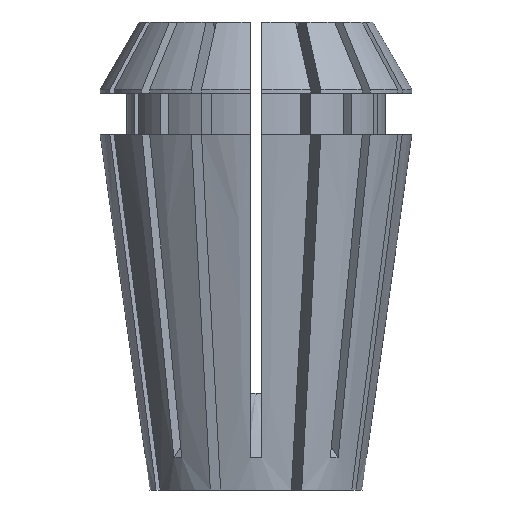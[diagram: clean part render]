
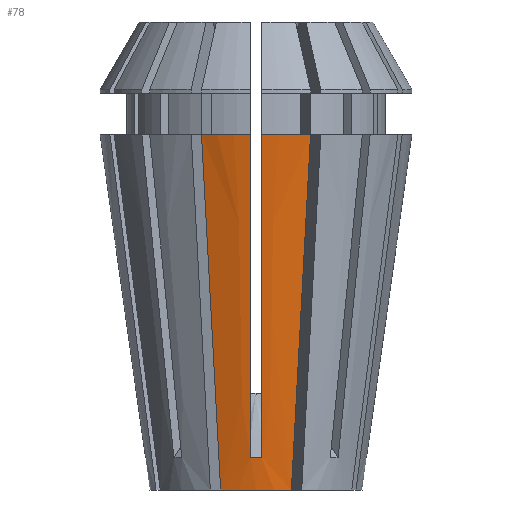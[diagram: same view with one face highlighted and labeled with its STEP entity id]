
A CAD part, left-side view. The second image highlights one B-rep face of the part: STEP entity #78.
In plain terms, the highlighted conical face has half-angle 8 degrees and reference radius 7.141 mm.
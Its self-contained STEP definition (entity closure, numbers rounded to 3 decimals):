
#78 = ADVANCED_FACE ( 'NONE', ( #4421 ), #3328, .T. ) ;
#87 = CARTESIAN_POINT ( 'NONE',  ( -6.732, -2.383, 0. ) ) ;
#111 = CARTESIAN_POINT ( 'NONE',  ( -8.18, 0.375, 7.451 ) ) ;
#128 = CARTESIAN_POINT ( 'NONE',  ( -9.048, -3.342, 17.815 ) ) ;
#134 = CARTESIAN_POINT ( 'NONE',  ( -8.797, 0.375, 11.839 ) ) ;
#262 = DIRECTION ( 'NONE',  ( 0., 0., -1. ) ) ;
#303 = CARTESIAN_POINT ( 'NONE',  ( -9.838, 3.669, 23.9 ) ) ;
#364 = CARTESIAN_POINT ( 'NONE',  ( -7.563, -0.375, 3.063 ) ) ;
#384 = CARTESIAN_POINT ( 'NONE',  ( -7.443, -0.375, 2.21 ) ) ;
#419 = CARTESIAN_POINT ( 'NONE',  ( -6.732, 2.383, 0. ) ) ;
#451 = CARTESIAN_POINT ( 'NONE',  ( -9.838, -3.669, 23.9 ) ) ;
#465 = ORIENTED_EDGE ( 'NONE', *, *, #1668, .F. ) ;
#503 = CARTESIAN_POINT ( 'NONE',  ( -7.523, 0.375, 2.779 ) ) ;
#727 = CARTESIAN_POINT ( 'NONE',  ( -9.774, -0.375, 18.785 ) ) ;
#820 = EDGE_LOOP ( 'NONE', ( #3653, #4999, #465, #3894, #2695, #1527, #5166, #4249 ) ) ;
#835 = B_SPLINE_CURVE_WITH_KNOTS ( 'NONE', 3,
 ( #3694, #1977, #727, #4637, #4655, #2050, #364, #4278, #4706, #384 ),
 .UNSPECIFIED., .F., .F.,
 ( 4, 3, 3, 4 ),
 ( 0.044, 0.052, 0.065, 0.066 ),
 .UNSPECIFIED. ) ;
#858 = CIRCLE ( 'NONE', #1046, 10.5 ) ;
#929 = CARTESIAN_POINT ( 'NONE',  ( -7.454, 0.125, 2.199 ) ) ;
#1046 = AXIS2_PLACEMENT_3D ( 'NONE', #4213, #4650, #2045 ) ;
#1195 = VERTEX_POINT ( 'NONE', #4911 ) ;
#1217 = VERTEX_POINT ( 'NONE', #4079 ) ;
#1257 = CARTESIAN_POINT ( 'NONE',  ( -7.466, 2.687, 5.645 ) ) ;
#1351 = VERTEX_POINT ( 'NONE', #2833 ) ;
#1373 = CARTESIAN_POINT ( 'NONE',  ( -7.454, -0.125, 2.199 ) ) ;
#1445 = CARTESIAN_POINT ( 'NONE',  ( -7.563, 0.375, 3.063 ) ) ;
#1467 = CARTESIAN_POINT ( 'NONE',  ( -7.483, 0.375, 2.494 ) ) ;
#1527 = ORIENTED_EDGE ( 'NONE', *, *, #4098, .T. ) ;
#1572 = VERTEX_POINT ( 'NONE', #419 ) ;
#1573 = DIRECTION ( 'NONE',  ( -1., 0., 0. ) ) ;
#1668 = EDGE_CURVE ( 'NONE', #1195, #1572, #3970, .T. ) ;
#1691 = CARTESIAN_POINT ( 'NONE',  ( -8.257, 3.014, 11.73 ) ) ;
#1830 = B_SPLINE_CURVE_WITH_KNOTS ( 'NONE', 3,
 ( #5179, #2063, #1691, #1257, #3362, #3800, #4301 ),
 .UNSPECIFIED., .F., .F.,
 ( 4, 3, 4 ),
 ( 0., 0.018, 0.024 ),
 .UNSPECIFIED. ) ;
#1862 = EDGE_CURVE ( 'NONE', #2285, #1217, #2360, .T. ) ;
#1887 = CARTESIAN_POINT ( 'NONE',  ( -7.443, 0.375, 2.21 ) ) ;
#1977 = CARTESIAN_POINT ( 'NONE',  ( -10.134, -0.375, 21.342 ) ) ;
#2045 = DIRECTION ( 'NONE',  ( -1., 0., 0. ) ) ;
#2050 = CARTESIAN_POINT ( 'NONE',  ( -8.18, -0.375, 7.451 ) ) ;
#2063 = CARTESIAN_POINT ( 'NONE',  ( -9.048, 3.342, 17.815 ) ) ;
#2185 = EDGE_CURVE ( 'NONE', #2285, #1195, #2554, .T. ) ;
#2249 = CARTESIAN_POINT ( 'NONE',  ( -8.257, -3.014, 11.73 ) ) ;
#2285 = VERTEX_POINT ( 'NONE', #451 ) ;
#2360 = CIRCLE ( 'NONE', #5594, 10.5 ) ;
#2380 = CARTESIAN_POINT ( 'NONE',  ( -7.443, 0.375, 2.21 ) ) ;
#2554 = B_SPLINE_CURVE_WITH_KNOTS ( 'NONE', 3,
 ( #2731, #128, #2249, #5285, #2687, #3557, #87 ),
 .UNSPECIFIED., .F., .F.,
 ( 4, 3, 4 ),
 ( 0., 0.018, 0.024 ),
 .UNSPECIFIED. ) ;
#2568 = CARTESIAN_POINT ( 'NONE',  ( 0., 0., 23.9 ) ) ;
#2602 = CARTESIAN_POINT ( 'NONE',  ( -7.443, 0.375, 2.21 ) ) ;
#2636 = EDGE_CURVE ( 'NONE', #2718, #4586, #5533, .T. ) ;
#2674 = CARTESIAN_POINT ( 'NONE',  ( -10.134, 0.375, 21.342 ) ) ;
#2687 = CARTESIAN_POINT ( 'NONE',  ( -7.221, -2.585, 3.763 ) ) ;
#2695 = ORIENTED_EDGE ( 'NONE', *, *, #1862, .T. ) ;
#2707 = DIRECTION ( 'NONE',  ( -1., 0., 0. ) ) ;
#2718 = VERTEX_POINT ( 'NONE', #2770 ) ;
#2731 = CARTESIAN_POINT ( 'NONE',  ( -9.838, -3.669, 23.9 ) ) ;
#2752 = CARTESIAN_POINT ( 'NONE',  ( -10.494, 0.375, 23.9 ) ) ;
#2770 = CARTESIAN_POINT ( 'NONE',  ( -10.494, 0.375, 23.9 ) ) ;
#2782 = AXIS2_PLACEMENT_3D ( 'NONE', #4460, #4826, #2707 ) ;
#2833 = CARTESIAN_POINT ( 'NONE',  ( -7.443, -0.375, 2.21 ) ) ;
#2835 = VERTEX_POINT ( 'NONE', #303 ) ;
#2939 = B_SPLINE_CURVE_WITH_KNOTS ( 'NONE', 3,
 ( #2602, #929, #1373, #3447 ),
 .UNSPECIFIED., .F., .F.,
 ( 4, 4 ),
 ( 0., 0.001 ),
 .UNSPECIFIED. ) ;
#3049 = CARTESIAN_POINT ( 'NONE',  ( 0., 0., 0. ) ) ;
#3072 = EDGE_CURVE ( 'NONE', #4586, #1351, #2939, .T. ) ;
#3328 = CONICAL_SURFACE ( 'NONE', #4789, 7.141, 0.14 ) ;
#3362 = CARTESIAN_POINT ( 'NONE',  ( -7.221, 2.585, 3.763 ) ) ;
#3447 = CARTESIAN_POINT ( 'NONE',  ( -7.443, -0.375, 2.21 ) ) ;
#3557 = CARTESIAN_POINT ( 'NONE',  ( -6.977, -2.484, 1.882 ) ) ;
#3653 = ORIENTED_EDGE ( 'NONE', *, *, #5083, .T. ) ;
#3694 = CARTESIAN_POINT ( 'NONE',  ( -10.494, -0.375, 23.9 ) ) ;
#3800 = CARTESIAN_POINT ( 'NONE',  ( -6.977, 2.484, 1.882 ) ) ;
#3894 = ORIENTED_EDGE ( 'NONE', *, *, #2185, .F. ) ;
#3970 = CIRCLE ( 'NONE', #2782, 7.141 ) ;
#4079 = CARTESIAN_POINT ( 'NONE',  ( -10.494, -0.375, 23.9 ) ) ;
#4098 = EDGE_CURVE ( 'NONE', #1217, #1351, #835, .T. ) ;
#4213 = CARTESIAN_POINT ( 'NONE',  ( 0., 0., 23.9 ) ) ;
#4249 = ORIENTED_EDGE ( 'NONE', *, *, #2636, .F. ) ;
#4278 = CARTESIAN_POINT ( 'NONE',  ( -7.523, -0.375, 2.779 ) ) ;
#4301 = CARTESIAN_POINT ( 'NONE',  ( -6.732, 2.383, 0. ) ) ;
#4307 = EDGE_CURVE ( 'NONE', #2835, #1572, #1830, .T. ) ;
#4418 = DIRECTION ( 'NONE',  ( 1., 0., 0. ) ) ;
#4421 = FACE_OUTER_BOUND ( 'NONE', #820, .T. ) ;
#4460 = CARTESIAN_POINT ( 'NONE',  ( 0., 0., 0. ) ) ;
#4463 = DIRECTION ( 'NONE',  ( 0., 0., 1. ) ) ;
#4586 = VERTEX_POINT ( 'NONE', #2380 ) ;
#4637 = CARTESIAN_POINT ( 'NONE',  ( -9.415, -0.375, 16.227 ) ) ;
#4650 = DIRECTION ( 'NONE',  ( 0., 0., -1. ) ) ;
#4655 = CARTESIAN_POINT ( 'NONE',  ( -8.797, -0.375, 11.839 ) ) ;
#4706 = CARTESIAN_POINT ( 'NONE',  ( -7.483, -0.375, 2.494 ) ) ;
#4789 = AXIS2_PLACEMENT_3D ( 'NONE', #3049, #4463, #4418 ) ;
#4826 = DIRECTION ( 'NONE',  ( 0., 0., -1. ) ) ;
#4911 = CARTESIAN_POINT ( 'NONE',  ( -6.732, -2.383, 0. ) ) ;
#4999 = ORIENTED_EDGE ( 'NONE', *, *, #4307, .T. ) ;
#5083 = EDGE_CURVE ( 'NONE', #2718, #2835, #858, .T. ) ;
#5166 = ORIENTED_EDGE ( 'NONE', *, *, #3072, .F. ) ;
#5179 = CARTESIAN_POINT ( 'NONE',  ( -9.838, 3.669, 23.9 ) ) ;
#5265 = CARTESIAN_POINT ( 'NONE',  ( -9.415, 0.375, 16.227 ) ) ;
#5285 = CARTESIAN_POINT ( 'NONE',  ( -7.466, -2.687, 5.645 ) ) ;
#5329 = CARTESIAN_POINT ( 'NONE',  ( -9.774, 0.375, 18.785 ) ) ;
#5533 = B_SPLINE_CURVE_WITH_KNOTS ( 'NONE', 3,
 ( #2752, #2674, #5329, #5265, #134, #111, #1445, #503, #1467, #1887 ),
 .UNSPECIFIED., .F., .F.,
 ( 4, 3, 3, 4 ),
 ( 0.044, 0.052, 0.065, 0.066 ),
 .UNSPECIFIED. ) ;
#5594 = AXIS2_PLACEMENT_3D ( 'NONE', #2568, #262, #1573 ) ;
